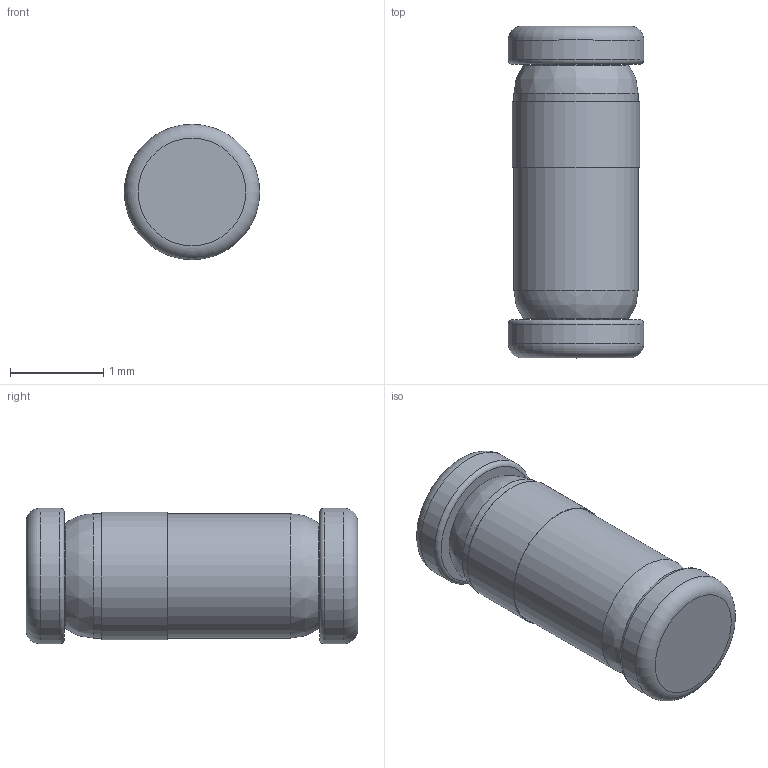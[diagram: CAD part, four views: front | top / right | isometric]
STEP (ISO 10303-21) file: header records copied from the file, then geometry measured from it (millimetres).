
FILE_DESCRIPTION(/* description */ ('model of MELF_MINI'),/* implementation_level */ '2;1');
FILE_NAME(/* name */ 'MELF_MINI.stp',/* time_stamp */ '2015-12-05T23:20:10',/* author */ ('Joan The Spark',''),/* organization */ (''),/* preprocessor_version */ '',/* originating_system */ '',/* authorisation */ '');
FILE_SCHEMA (('AUTOMOTIVE_DESIGN { 1 0 10303 214 3 1 1 }'));
Length unit declared in the file: millimetre
Products named in the file (1): MELF_MINI
Bounding box: 1.45 x 3.55 x 1.45 mm (x, y, z)
Volume: 4.6 mm3; surface area: 41.5 mm2
Topology: 3 solids, 3 shells, 21 faces, 37 edges, 24 vertices
Faces by surface type: plane 8, cylinder 7, torus 4, bspline 2
Full cylindrical faces by diameter (mm): 0.83 x1, 0.93 x1, 1.33 x1, 1.35 x1, 1.36 x1, 1.45 x2
Entity records: 561 total; most frequent: CARTESIAN_POINT 128, DIRECTION 88, ORIENTED_EDGE 52, AXIS2_PLACEMENT_3D 44, EDGE_LOOP 38, EDGE_CURVE 26, CIRCLE 24, VERTEX_POINT 24
